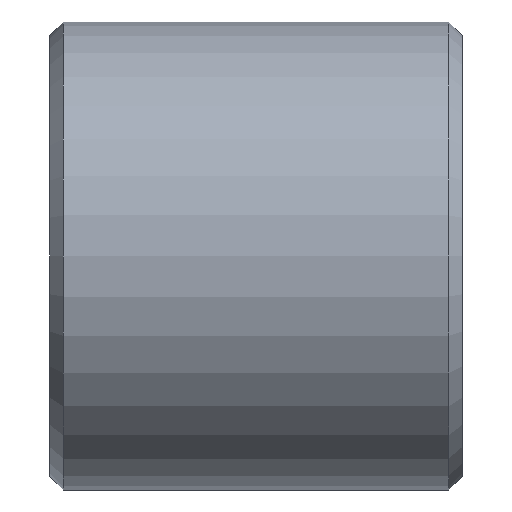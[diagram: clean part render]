
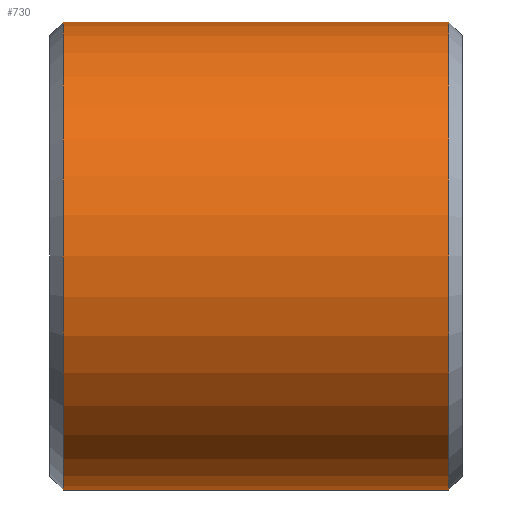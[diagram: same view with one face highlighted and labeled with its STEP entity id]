
A CAD part, left-side view. The second image highlights one B-rep face of the part: STEP entity #730.
In plain terms, the highlighted cylindrical face has radius 17 mm (diameter 34 mm), a partial arc.
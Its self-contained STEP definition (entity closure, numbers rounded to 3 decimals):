
#16 = ORIENTED_EDGE ( 'NONE', *, *, #1036, .T. ) ;
#29 = LINE ( 'NONE', #703, #85 ) ;
#37 = VECTOR ( 'NONE', #587, 1000. ) ;
#39 = LINE ( 'NONE', #649, #37 ) ;
#63 = CIRCLE ( 'NONE', #1020, 17. ) ;
#85 = VECTOR ( 'NONE', #542, 1000. ) ;
#111 = CARTESIAN_POINT ( 'NONE',  ( 0., 29., 17. ) ) ;
#145 = CARTESIAN_POINT ( 'NONE',  ( 0., 1., 17. ) ) ;
#185 = CARTESIAN_POINT ( 'NONE',  ( 0., 29., -17. ) ) ;
#188 = CARTESIAN_POINT ( 'NONE',  ( 0., 1., -17. ) ) ;
#247 = DIRECTION ( 'NONE',  ( 0., 0., -1. ) ) ;
#250 = DIRECTION ( 'NONE',  ( 0., -1., 0. ) ) ;
#455 = CARTESIAN_POINT ( 'NONE',  ( 0., 30., 0. ) ) ;
#530 = CARTESIAN_POINT ( 'NONE',  ( 0., 1., 0. ) ) ;
#534 = DIRECTION ( 'NONE',  ( 0., 1., 0. ) ) ;
#542 = DIRECTION ( 'NONE',  ( 0., -1., 0. ) ) ;
#575 = DIRECTION ( 'NONE',  ( 0., -1., 0. ) ) ;
#587 = DIRECTION ( 'NONE',  ( 0., -1., 0. ) ) ;
#589 = DIRECTION ( 'NONE',  ( 0., 0., 1. ) ) ;
#611 = DIRECTION ( 'NONE',  ( 0., 0., 1. ) ) ;
#649 = CARTESIAN_POINT ( 'NONE',  ( 0., 30., -17. ) ) ;
#652 = CARTESIAN_POINT ( 'NONE',  ( 0., 29., 0. ) ) ;
#703 = CARTESIAN_POINT ( 'NONE',  ( 0., 30., 17. ) ) ;
#730 = ADVANCED_FACE ( 'NONE', ( #1178 ), #1240, .T. ) ;
#854 = CIRCLE ( 'NONE', #948, 17. ) ;
#948 = AXIS2_PLACEMENT_3D ( 'NONE', #652, #575, #589 ) ;
#1020 = AXIS2_PLACEMENT_3D ( 'NONE', #530, #534, #611 ) ;
#1036 = EDGE_CURVE ( 'NONE', #1376, #1423, #854, .T. ) ;
#1069 = EDGE_CURVE ( 'NONE', #1423, #1211, #39, .T. ) ;
#1076 = EDGE_CURVE ( 'NONE', #1211, #1415, #63, .T. ) ;
#1097 = EDGE_CURVE ( 'NONE', #1376, #1415, #29, .T. ) ;
#1155 = AXIS2_PLACEMENT_3D ( 'NONE', #455, #250, #247 ) ;
#1178 = FACE_OUTER_BOUND ( 'NONE', #1405, .T. ) ;
#1211 = VERTEX_POINT ( 'NONE', #188 ) ;
#1240 = CYLINDRICAL_SURFACE ( 'NONE', #1155, 17. ) ;
#1264 = ORIENTED_EDGE ( 'NONE', *, *, #1069, .T. ) ;
#1352 = ORIENTED_EDGE ( 'NONE', *, *, #1076, .T. ) ;
#1376 = VERTEX_POINT ( 'NONE', #111 ) ;
#1405 = EDGE_LOOP ( 'NONE', ( #1588, #16, #1264, #1352 ) ) ;
#1415 = VERTEX_POINT ( 'NONE', #145 ) ;
#1423 = VERTEX_POINT ( 'NONE', #185 ) ;
#1588 = ORIENTED_EDGE ( 'NONE', *, *, #1097, .F. ) ;
